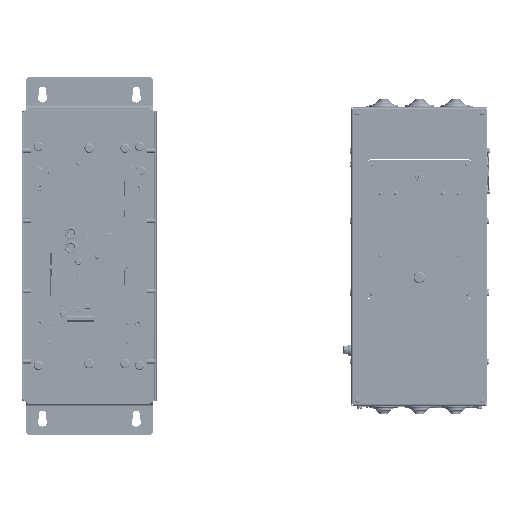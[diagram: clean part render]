
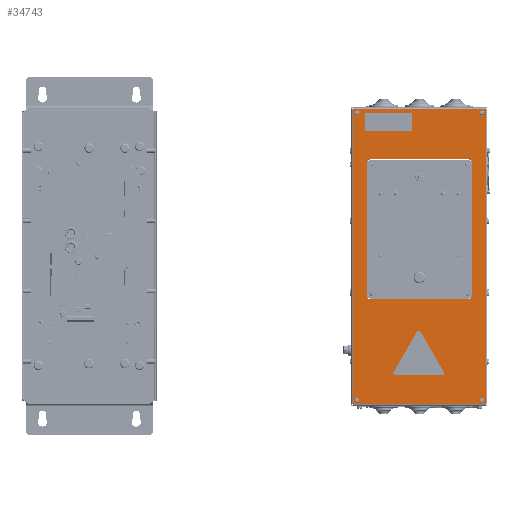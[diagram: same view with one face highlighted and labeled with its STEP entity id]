
A CAD part, top view. The second image highlights one B-rep face of the part: STEP entity #34743.
In plain terms, the highlighted planar face has unit normal (0, -0.003, 1).
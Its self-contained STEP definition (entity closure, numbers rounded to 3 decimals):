
#34743=ADVANCED_FACE('',(#56703,#56705,#56707,#56709,#56711,#56713),#56715,.T.);
#56703=FACE_BOUND('',#56704,.T.);
#56704=EDGE_LOOP('',(#98011,#98012,#98013,#98014));
#56705=FACE_BOUND('',#56706,.T.);
#56706=EDGE_LOOP('',(#98015,#98016,#98017,#98018,#98019,#98020,#98021,#98022));
#56707=FACE_BOUND('',#56708,.T.);
#56708=EDGE_LOOP('',(#98023));
#56709=FACE_BOUND('',#56710,.T.);
#56710=EDGE_LOOP('',(#98024));
#56711=FACE_BOUND('',#56712,.T.);
#56712=EDGE_LOOP('',(#98025));
#56713=FACE_BOUND('',#56714,.T.);
#56714=EDGE_LOOP('',(#98026));
#56715=PLANE('',#56716);
#56716=AXIS2_PLACEMENT_3D('',#56717,#56718,#56719);
#56717=CARTESIAN_POINT('',(141.503,240.275,278.235));
#56718=DIRECTION('',(0.,-0.003,1.));
#56719=DIRECTION('',(1.,0.,0.));
#98011=ORIENTED_EDGE('',*,*,#119535,.T.);
#98012=ORIENTED_EDGE('',*,*,#119536,.T.);
#98013=ORIENTED_EDGE('',*,*,#119537,.T.);
#98014=ORIENTED_EDGE('',*,*,#119538,.T.);
#98015=ORIENTED_EDGE('',*,*,#119479,.T.);
#98016=ORIENTED_EDGE('',*,*,#119494,.T.);
#98017=ORIENTED_EDGE('',*,*,#119492,.T.);
#98018=ORIENTED_EDGE('',*,*,#119490,.T.);
#98019=ORIENTED_EDGE('',*,*,#119488,.T.);
#98020=ORIENTED_EDGE('',*,*,#119486,.T.);
#98021=ORIENTED_EDGE('',*,*,#119484,.T.);
#98022=ORIENTED_EDGE('',*,*,#119482,.T.);
#98023=ORIENTED_EDGE('',*,*,#119478,.T.);
#98024=ORIENTED_EDGE('',*,*,#119477,.T.);
#98025=ORIENTED_EDGE('',*,*,#119476,.T.);
#98026=ORIENTED_EDGE('',*,*,#119475,.T.);
#119475=EDGE_CURVE('',#144848,#144848,#144849,.F.);
#119476=EDGE_CURVE('',#144850,#144850,#144851,.F.);
#119477=EDGE_CURVE('',#144852,#144852,#144853,.F.);
#119478=EDGE_CURVE('',#144854,#144854,#144855,.F.);
#119479=EDGE_CURVE('',#144856,#144857,#144858,.F.);
#119482=EDGE_CURVE('',#144861,#144856,#144862,.F.);
#119484=EDGE_CURVE('',#144864,#144861,#144865,.F.);
#119486=EDGE_CURVE('',#144867,#144864,#144868,.F.);
#119488=EDGE_CURVE('',#144870,#144867,#144871,.F.);
#119490=EDGE_CURVE('',#144873,#144870,#144874,.F.);
#119492=EDGE_CURVE('',#144876,#144873,#144877,.F.);
#119494=EDGE_CURVE('',#144857,#144876,#144879,.F.);
#119535=EDGE_CURVE('',#144889,#144895,#144948,.T.);
#119536=EDGE_CURVE('',#144895,#144925,#144949,.T.);
#119537=EDGE_CURVE('',#144925,#144911,#144950,.T.);
#119538=EDGE_CURVE('',#144911,#144889,#144951,.T.);
#144848=VERTEX_POINT('',#186898);
#144849=CIRCLE('',#186899,2.5);
#144850=VERTEX_POINT('',#186903);
#144851=CIRCLE('',#186904,2.5);
#144852=VERTEX_POINT('',#186908);
#144853=CIRCLE('',#186909,2.5);
#144854=VERTEX_POINT('',#186913);
#144855=CIRCLE('',#186914,2.5);
#144856=VERTEX_POINT('',#186918);
#144857=VERTEX_POINT('',#186919);
#144858=CIRCLE('',#186920,5.);
#144861=VERTEX_POINT('',#186930);
#144862=LINE('',#186931,#186932);
#144864=VERTEX_POINT('',#186937);
#144865=CIRCLE('',#186938,5.);
#144867=VERTEX_POINT('',#186945);
#144868=LINE('',#186946,#186947);
#144870=VERTEX_POINT('',#186952);
#144871=CIRCLE('',#186953,5.);
#144873=VERTEX_POINT('',#186960);
#144874=LINE('',#186961,#186962);
#144876=VERTEX_POINT('',#186967);
#144877=CIRCLE('',#186968,5.);
#144879=LINE('',#186975,#186976);
#144889=VERTEX_POINT('',#186997);
#144895=VERTEX_POINT('',#187010);
#144911=VERTEX_POINT('',#187048);
#144925=VERTEX_POINT('',#187079);
#144948=LINE('',#187134,#187135);
#144949=LINE('',#187137,#187138);
#144950=LINE('',#187140,#187141);
#144951=LINE('',#187143,#187144);
#186898=CARTESIAN_POINT('',(306.003,233.275,278.214));
#186899=AXIS2_PLACEMENT_3D('',#186900,#186901,#186902);
#186900=CARTESIAN_POINT('',(308.503,233.275,278.214));
#186901=DIRECTION('',(0.,-0.003,1.));
#186902=DIRECTION('',(1.,0.,0.));
#186903=CARTESIAN_POINT('',(146.003,233.275,278.214));
#186904=AXIS2_PLACEMENT_3D('',#186905,#186906,#186907);
#186905=CARTESIAN_POINT('',(148.503,233.275,278.214));
#186906=DIRECTION('',(0.,-0.003,1.));
#186907=DIRECTION('',(1.,0.,0.));
#186908=CARTESIAN_POINT('',(311.003,-134.724,277.1));
#186909=AXIS2_PLACEMENT_3D('',#186910,#186911,#186912);
#186910=CARTESIAN_POINT('',(308.503,-134.724,277.1));
#186911=DIRECTION('',(0.,-0.003,1.));
#186912=DIRECTION('',(1.,0.,0.));
#186913=CARTESIAN_POINT('',(151.003,-134.724,277.1));
#186914=AXIS2_PLACEMENT_3D('',#186915,#186916,#186917);
#186915=CARTESIAN_POINT('',(148.503,-134.724,277.1));
#186916=DIRECTION('',(0.,-0.003,1.));
#186917=DIRECTION('',(1.,0.,0.));
#186918=CARTESIAN_POINT('',(296.003,-0.224,277.507));
#186919=CARTESIAN_POINT('',(291.003,-5.224,277.492));
#186920=AXIS2_PLACEMENT_3D('',#186921,#186922,#186923);
#186921=CARTESIAN_POINT('',(291.003,-0.224,277.507));
#186922=DIRECTION('',(0.,-0.003,1.));
#186923=DIRECTION('',(0.,-1.,-0.003));
#186930=CARTESIAN_POINT('',(296.003,168.775,278.019));
#186931=CARTESIAN_POINT('',(296.003,-0.224,277.507));
#186932=VECTOR('',#186933,1.);
#186933=DIRECTION('',(0.,1.,0.003));
#186937=CARTESIAN_POINT('',(291.003,173.775,278.034));
#186938=AXIS2_PLACEMENT_3D('',#186939,#186940,#186941);
#186939=CARTESIAN_POINT('',(291.003,168.775,278.019));
#186940=DIRECTION('',(0.,-0.003,1.));
#186941=DIRECTION('',(1.,0.,0.));
#186945=CARTESIAN_POINT('',(166.003,173.775,278.034));
#186946=CARTESIAN_POINT('',(291.003,173.775,278.034));
#186947=VECTOR('',#186948,1.);
#186948=DIRECTION('',(-1.,0.,0.));
#186952=CARTESIAN_POINT('',(161.003,168.775,278.019));
#186953=AXIS2_PLACEMENT_3D('',#186954,#186955,#186956);
#186954=CARTESIAN_POINT('',(166.003,168.775,278.019));
#186955=DIRECTION('',(0.,-0.003,1.));
#186956=DIRECTION('',(0.,1.,0.003));
#186960=CARTESIAN_POINT('',(161.003,-0.224,277.507));
#186961=CARTESIAN_POINT('',(161.003,168.775,278.019));
#186962=VECTOR('',#186963,1.);
#186963=DIRECTION('',(0.,-1.,-0.003));
#186967=CARTESIAN_POINT('',(166.003,-5.224,277.492));
#186968=AXIS2_PLACEMENT_3D('',#186969,#186970,#186971);
#186969=CARTESIAN_POINT('',(166.003,-0.224,277.507));
#186970=DIRECTION('',(0.,-0.003,1.));
#186971=DIRECTION('',(-1.,0.,0.));
#186975=CARTESIAN_POINT('',(166.003,-5.224,277.492));
#186976=VECTOR('',#186977,1.);
#186977=DIRECTION('',(1.,0.,0.));
#186997=CARTESIAN_POINT('',(313.203,-139.424,277.086));
#187010=CARTESIAN_POINT('',(313.203,237.975,278.228));
#187048=CARTESIAN_POINT('',(143.803,-139.424,277.086));
#187079=CARTESIAN_POINT('',(143.803,237.975,278.228));
#187134=CARTESIAN_POINT('',(313.203,-139.424,277.086));
#187135=VECTOR('',#187136,1.);
#187136=DIRECTION('',(0.,1.,0.003));
#187137=CARTESIAN_POINT('',(313.203,237.975,278.228));
#187138=VECTOR('',#187139,1.);
#187139=DIRECTION('',(-1.,0.,0.));
#187140=CARTESIAN_POINT('',(143.803,237.975,278.228));
#187141=VECTOR('',#187142,1.);
#187142=DIRECTION('',(0.,-1.,-0.003));
#187143=CARTESIAN_POINT('',(143.803,-139.424,277.086));
#187144=VECTOR('',#187145,1.);
#187145=DIRECTION('',(1.,0.,0.));
